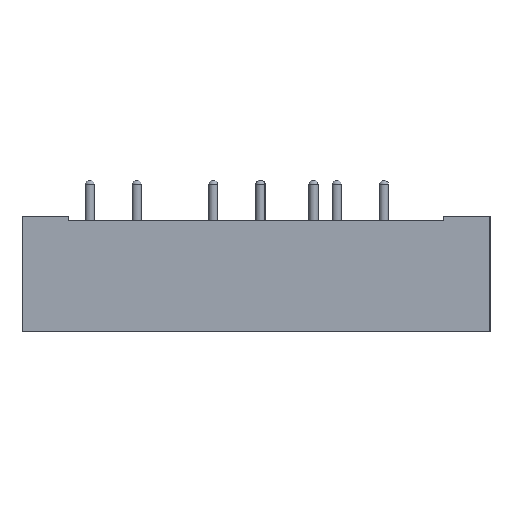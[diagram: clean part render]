
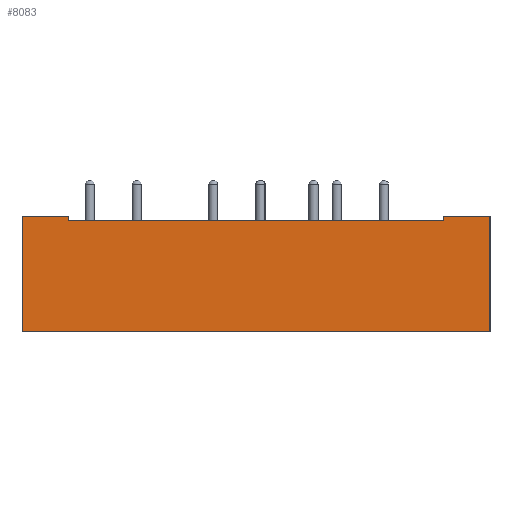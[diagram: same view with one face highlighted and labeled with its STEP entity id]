
A CAD part, left-side view. The second image highlights one B-rep face of the part: STEP entity #8083.
In plain terms, the highlighted planar face has unit normal (-1, 0, 0).
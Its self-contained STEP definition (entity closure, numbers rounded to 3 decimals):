
#969=ORIENTED_EDGE('',*,*,#2674,.F.);
#970=ORIENTED_EDGE('',*,*,#2673,.F.);
#971=ORIENTED_EDGE('',*,*,#2675,.F.);
#972=ORIENTED_EDGE('',*,*,#2676,.T.);
#973=ORIENTED_EDGE('',*,*,#2383,.T.);
#974=ORIENTED_EDGE('',*,*,#2677,.F.);
#975=ORIENTED_EDGE('',*,*,#2678,.T.);
#976=ORIENTED_EDGE('',*,*,#2679,.T.);
#2383=EDGE_CURVE('',#3246,#3245,#3844,.T.);
#2673=EDGE_CURVE('',#3532,#3529,#3876,.T.);
#2674=EDGE_CURVE('',#3529,#3533,#3877,.T.);
#2675=EDGE_CURVE('',#3534,#3532,#3878,.T.);
#2676=EDGE_CURVE('',#3534,#3246,#3879,.T.);
#2677=EDGE_CURVE('',#3535,#3245,#3880,.T.);
#2678=EDGE_CURVE('',#3535,#3536,#3881,.T.);
#2679=EDGE_CURVE('',#3536,#3533,#3882,.T.);
#3245=VERTEX_POINT('',#9777);
#3246=VERTEX_POINT('',#9779);
#3529=VERTEX_POINT('',#11263);
#3532=VERTEX_POINT('',#11270);
#3533=VERTEX_POINT('',#11274);
#3534=VERTEX_POINT('',#11276);
#3535=VERTEX_POINT('',#11279);
#3536=VERTEX_POINT('',#11281);
#3844=LINE('',#9778,#4154);
#3876=LINE('',#11271,#4186);
#3877=LINE('',#11273,#4187);
#3878=LINE('',#11275,#4188);
#3879=LINE('',#11277,#4189);
#3880=LINE('',#11278,#4190);
#3881=LINE('',#11280,#4191);
#3882=LINE('',#11282,#4192);
#4154=VECTOR('',#8785,1000.);
#4186=VECTOR('',#8853,1000.);
#4187=VECTOR('',#8856,1000.);
#4188=VECTOR('',#8857,1000.);
#4189=VECTOR('',#8858,1000.);
#4190=VECTOR('',#8859,1000.);
#4191=VECTOR('',#8860,1000.);
#4192=VECTOR('',#8861,1000.);
#4511=EDGE_LOOP('',(#969,#970,#971,#972,#973,#974,#975,#976));
#4947=FACE_BOUND('',#4511,.T.);
#5340=PLANE('',#8456);
#8083=ADVANCED_FACE('',(#4947),#5340,.T.);
#8456=AXIS2_PLACEMENT_3D('',#11272,#8854,#8855);
#8785=DIRECTION('',(0.,1.,0.));
#8853=DIRECTION('',(0.,0.,-1.));
#8854=DIRECTION('',(-1.,0.,0.));
#8855=DIRECTION('',(0.,-1.,0.));
#8856=DIRECTION('',(0.,1.,0.));
#8857=DIRECTION('',(0.,-1.,0.));
#8858=DIRECTION('',(0.,0.,-1.));
#8859=DIRECTION('',(0.,0.,-1.));
#8860=DIRECTION('',(0.,1.,0.));
#8861=DIRECTION('',(0.,0.,-1.));
#9777=CARTESIAN_POINT('',(-32.5,20.25,6.));
#9778=CARTESIAN_POINT('',(-32.5,-25.25,6.));
#9779=CARTESIAN_POINT('',(-32.5,-20.25,6.));
#11263=CARTESIAN_POINT('',(-32.5,-25.25,-6.));
#11270=CARTESIAN_POINT('',(-32.5,-25.25,6.5));
#11271=CARTESIAN_POINT('',(-32.5,-25.25,6.));
#11272=CARTESIAN_POINT('',(-32.5,-25.25,6.));
#11273=CARTESIAN_POINT('',(-32.5,-25.25,-6.));
#11274=CARTESIAN_POINT('',(-32.5,25.25,-6.));
#11275=CARTESIAN_POINT('',(-32.5,-20.25,6.5));
#11276=CARTESIAN_POINT('',(-32.5,-20.25,6.5));
#11277=CARTESIAN_POINT('',(-32.5,-20.25,6.5));
#11278=CARTESIAN_POINT('',(-32.5,20.25,6.5));
#11279=CARTESIAN_POINT('',(-32.5,20.25,6.5));
#11280=CARTESIAN_POINT('',(-32.5,20.25,6.5));
#11281=CARTESIAN_POINT('',(-32.5,25.25,6.5));
#11282=CARTESIAN_POINT('',(-32.5,25.25,6.));
